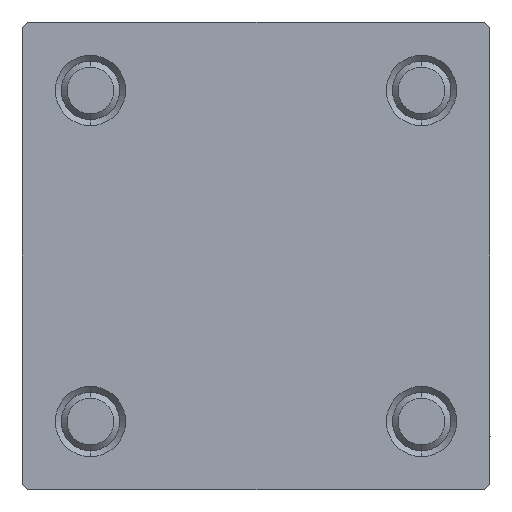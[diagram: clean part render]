
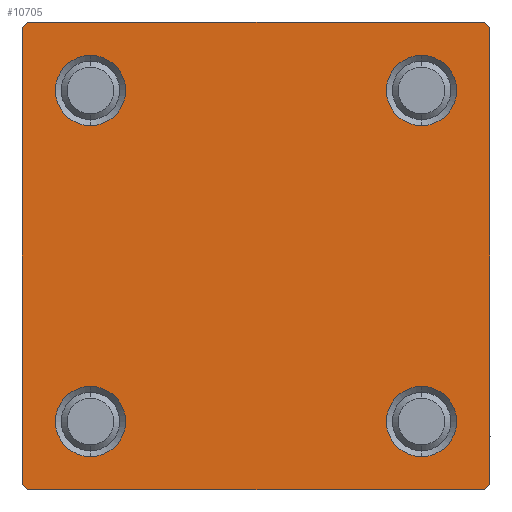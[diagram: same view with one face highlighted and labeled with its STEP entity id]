
A CAD part, left-side view. The second image highlights one B-rep face of the part: STEP entity #10705.
In plain terms, the highlighted planar face has unit normal (-1, 0, 0).
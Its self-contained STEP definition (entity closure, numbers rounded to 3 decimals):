
#133 = FACE_OUTER_BOUND ( 'NONE', #26536, .T. ) ;
#299 = EDGE_CURVE ( 'NONE', #12090, #35305, #7969, .T. ) ;
#344 = EDGE_CURVE ( 'NONE', #12358, #24222, #43577, .T. ) ;
#622 = CARTESIAN_POINT ( 'NONE',  ( 0., 19.75, 19.75 ) ) ;
#631 = LINE ( 'NONE', #7973, #45457 ) ;
#803 = CARTESIAN_POINT ( 'NONE',  ( 0., 14.15, -17.15 ) ) ;
#1072 = VECTOR ( 'NONE', #17486, 1000. ) ;
#1645 = CARTESIAN_POINT ( 'NONE',  ( 0., 19.5, -20. ) ) ;
#1731 = DIRECTION ( 'NONE',  ( 0., 0., 1. ) ) ;
#2326 = VECTOR ( 'NONE', #14632, 1000. ) ;
#2792 = EDGE_LOOP ( 'NONE', ( #37550, #16919 ) ) ;
#3420 = FACE_BOUND ( 'NONE', #12683, .T. ) ;
#3486 = VERTEX_POINT ( 'NONE', #16289 ) ;
#3786 = ORIENTED_EDGE ( 'NONE', *, *, #38055, .T. ) ;
#4098 = LINE ( 'NONE', #41489, #16169 ) ;
#4169 = DIRECTION ( 'NONE',  ( -1., 0., 0. ) ) ;
#4609 = CARTESIAN_POINT ( 'NONE',  ( 0., 19.5, 20. ) ) ;
#4805 = DIRECTION ( 'NONE',  ( 0., 0., 1. ) ) ;
#4808 = CIRCLE ( 'NONE', #37872, 3. ) ;
#5461 = CARTESIAN_POINT ( 'NONE',  ( 0., 14.15, 14.15 ) ) ;
#6403 = AXIS2_PLACEMENT_3D ( 'NONE', #36817, #44395, #1731 ) ;
#6423 = DIRECTION ( 'NONE',  ( 1., 0., 0. ) ) ;
#6772 = CIRCLE ( 'NONE', #47888, 3. ) ;
#6808 = ORIENTED_EDGE ( 'NONE', *, *, #31167, .T. ) ;
#6998 = ORIENTED_EDGE ( 'NONE', *, *, #37921, .T. ) ;
#7146 = EDGE_CURVE ( 'NONE', #35395, #26966, #4808, .T. ) ;
#7208 = LINE ( 'NONE', #622, #9762 ) ;
#7283 = LINE ( 'NONE', #31003, #44632 ) ;
#7571 = ORIENTED_EDGE ( 'NONE', *, *, #16047, .T. ) ;
#7969 = CIRCLE ( 'NONE', #13584, 3. ) ;
#7973 = CARTESIAN_POINT ( 'NONE',  ( 0., -19.75, 19.75 ) ) ;
#8366 = CARTESIAN_POINT ( 'NONE',  ( 0., -14.15, -17.15 ) ) ;
#8513 = ORIENTED_EDGE ( 'NONE', *, *, #10641, .T. ) ;
#8569 = CARTESIAN_POINT ( 'NONE',  ( 0., -19.5, 20. ) ) ;
#8996 = CARTESIAN_POINT ( 'NONE',  ( 0., -20., 20. ) ) ;
#9762 = VECTOR ( 'NONE', #45586, 1000. ) ;
#9908 = CARTESIAN_POINT ( 'NONE',  ( 0., 19.75, -19.75 ) ) ;
#9958 = EDGE_CURVE ( 'NONE', #39496, #24222, #4098, .T. ) ;
#10503 = VERTEX_POINT ( 'NONE', #8569 ) ;
#10641 = EDGE_CURVE ( 'NONE', #38263, #3486, #7208, .T. ) ;
#10705 = ADVANCED_FACE ( 'NONE', ( #26647, #15785, #15539, #3420, #133 ), #30931, .T. ) ;
#11508 = DIRECTION ( 'NONE',  ( 0., 0., 1. ) ) ;
#11647 = CARTESIAN_POINT ( 'NONE',  ( 0., 14.15, -11.15 ) ) ;
#12090 = VERTEX_POINT ( 'NONE', #38507 ) ;
#12288 = AXIS2_PLACEMENT_3D ( 'NONE', #25607, #6423, #34166 ) ;
#12358 = VERTEX_POINT ( 'NONE', #36940 ) ;
#12388 = DIRECTION ( 'NONE',  ( 1., 0., 0. ) ) ;
#12408 = AXIS2_PLACEMENT_3D ( 'NONE', #48019, #47765, #28823 ) ;
#12515 = CARTESIAN_POINT ( 'NONE',  ( 0., -14.15, 17.15 ) ) ;
#12535 = DIRECTION ( 'NONE',  ( 0., 0., 1. ) ) ;
#12613 = CARTESIAN_POINT ( 'NONE',  ( 0., -14.15, -11.15 ) ) ;
#12683 = EDGE_LOOP ( 'NONE', ( #18714, #42255 ) ) ;
#12776 = CARTESIAN_POINT ( 'NONE',  ( 0., 20., 20. ) ) ;
#13026 = CARTESIAN_POINT ( 'NONE',  ( 0., 20., -19.5 ) ) ;
#13584 = AXIS2_PLACEMENT_3D ( 'NONE', #5461, #16572, #12535 ) ;
#13907 = ORIENTED_EDGE ( 'NONE', *, *, #37548, .T. ) ;
#14632 = DIRECTION ( 'NONE',  ( 0., -1., 0. ) ) ;
#15465 = VERTEX_POINT ( 'NONE', #1645 ) ;
#15539 = FACE_BOUND ( 'NONE', #36868, .T. ) ;
#15785 = FACE_BOUND ( 'NONE', #21411, .T. ) ;
#16047 = EDGE_CURVE ( 'NONE', #41236, #15465, #33120, .T. ) ;
#16116 = VECTOR ( 'NONE', #20855, 1000. ) ;
#16169 = VECTOR ( 'NONE', #46010, 1000. ) ;
#16286 = DIRECTION ( 'NONE',  ( 1., 0., 0. ) ) ;
#16289 = CARTESIAN_POINT ( 'NONE',  ( 0., 20., 19.5 ) ) ;
#16476 = ORIENTED_EDGE ( 'NONE', *, *, #344, .F. ) ;
#16572 = DIRECTION ( 'NONE',  ( 1., 0., 0. ) ) ;
#16847 = CIRCLE ( 'NONE', #6403, 3. ) ;
#16919 = ORIENTED_EDGE ( 'NONE', *, *, #25462, .T. ) ;
#17287 = VERTEX_POINT ( 'NONE', #24311 ) ;
#17486 = DIRECTION ( 'NONE',  ( 0., -0.707, -0.707 ) ) ;
#17524 = EDGE_CURVE ( 'NONE', #35305, #12090, #6772, .T. ) ;
#18651 = AXIS2_PLACEMENT_3D ( 'NONE', #25486, #24293, #35643 ) ;
#18714 = ORIENTED_EDGE ( 'NONE', *, *, #17524, .T. ) ;
#18957 = ORIENTED_EDGE ( 'NONE', *, *, #7146, .T. ) ;
#19579 = DIRECTION ( 'NONE',  ( 0., 0., 1. ) ) ;
#20235 = VERTEX_POINT ( 'NONE', #12515 ) ;
#20855 = DIRECTION ( 'NONE',  ( 0., 0., -1. ) ) ;
#21411 = EDGE_LOOP ( 'NONE', ( #3786, #6808 ) ) ;
#21951 = LINE ( 'NONE', #41881, #2326 ) ;
#22126 = CIRCLE ( 'NONE', #12408, 3. ) ;
#22328 = EDGE_CURVE ( 'NONE', #20235, #17287, #22126, .T. ) ;
#22686 = DIRECTION ( 'NONE',  ( 0., -1., 0. ) ) ;
#23750 = EDGE_CURVE ( 'NONE', #38263, #10503, #21951, .T. ) ;
#24222 = VERTEX_POINT ( 'NONE', #32692 ) ;
#24293 = DIRECTION ( 'NONE',  ( 1., 0., 0. ) ) ;
#24311 = CARTESIAN_POINT ( 'NONE',  ( 0., -14.15, 11.15 ) ) ;
#24390 = DIRECTION ( 'NONE',  ( 0., 0., -1. ) ) ;
#24545 = ORIENTED_EDGE ( 'NONE', *, *, #23750, .F. ) ;
#24754 = CARTESIAN_POINT ( 'NONE',  ( 0., 14.15, 14.15 ) ) ;
#25462 = EDGE_CURVE ( 'NONE', #17287, #20235, #16847, .T. ) ;
#25471 = ORIENTED_EDGE ( 'NONE', *, *, #9958, .T. ) ;
#25486 = CARTESIAN_POINT ( 'NONE',  ( 0., -14.15, -14.15 ) ) ;
#25607 = CARTESIAN_POINT ( 'NONE',  ( 0., -14.15, -14.15 ) ) ;
#26110 = CIRCLE ( 'NONE', #39005, 3. ) ;
#26536 = EDGE_LOOP ( 'NONE', ( #42424, #7571, #13907, #25471, #16476, #6998, #24545, #8513 ) ) ;
#26647 = FACE_BOUND ( 'NONE', #2792, .T. ) ;
#26966 = VERTEX_POINT ( 'NONE', #11647 ) ;
#27397 = CARTESIAN_POINT ( 'NONE',  ( 0., 14.15, -14.15 ) ) ;
#27810 = CARTESIAN_POINT ( 'NONE',  ( 0., 14.15, 17.15 ) ) ;
#28353 = EDGE_CURVE ( 'NONE', #3486, #41236, #31958, .T. ) ;
#28433 = CIRCLE ( 'NONE', #12288, 3. ) ;
#28823 = DIRECTION ( 'NONE',  ( 0., 0., 1. ) ) ;
#30526 = VECTOR ( 'NONE', #24390, 1000. ) ;
#30683 = CARTESIAN_POINT ( 'NONE',  ( 0., 0., 0. ) ) ;
#30733 = AXIS2_PLACEMENT_3D ( 'NONE', #30683, #4169, #11508 ) ;
#30931 = PLANE ( 'NONE',  #30733 ) ;
#31003 = CARTESIAN_POINT ( 'NONE',  ( 0., 20., -20. ) ) ;
#31167 = EDGE_CURVE ( 'NONE', #49811, #35826, #33170, .T. ) ;
#31958 = LINE ( 'NONE', #12776, #16116 ) ;
#32692 = CARTESIAN_POINT ( 'NONE',  ( 0., -20., -19.5 ) ) ;
#33120 = LINE ( 'NONE', #9908, #1072 ) ;
#33170 = CIRCLE ( 'NONE', #18651, 3. ) ;
#33620 = DIRECTION ( 'NONE',  ( 0., 0., 1. ) ) ;
#34166 = DIRECTION ( 'NONE',  ( 0., 0., 1. ) ) ;
#35305 = VERTEX_POINT ( 'NONE', #27810 ) ;
#35395 = VERTEX_POINT ( 'NONE', #803 ) ;
#35643 = DIRECTION ( 'NONE',  ( 0., 0., 1. ) ) ;
#35826 = VERTEX_POINT ( 'NONE', #12613 ) ;
#36817 = CARTESIAN_POINT ( 'NONE',  ( 0., -14.15, 14.15 ) ) ;
#36868 = EDGE_LOOP ( 'NONE', ( #42920, #18957 ) ) ;
#36940 = CARTESIAN_POINT ( 'NONE',  ( 0., -20., 19.5 ) ) ;
#37548 = EDGE_CURVE ( 'NONE', #15465, #39496, #7283, .T. ) ;
#37550 = ORIENTED_EDGE ( 'NONE', *, *, #22328, .T. ) ;
#37872 = AXIS2_PLACEMENT_3D ( 'NONE', #45235, #41952, #33620 ) ;
#37885 = EDGE_CURVE ( 'NONE', #26966, #35395, #26110, .T. ) ;
#37921 = EDGE_CURVE ( 'NONE', #12358, #10503, #631, .T. ) ;
#38055 = EDGE_CURVE ( 'NONE', #35826, #49811, #28433, .T. ) ;
#38263 = VERTEX_POINT ( 'NONE', #4609 ) ;
#38507 = CARTESIAN_POINT ( 'NONE',  ( 0., 14.15, 11.15 ) ) ;
#39005 = AXIS2_PLACEMENT_3D ( 'NONE', #27397, #16286, #19579 ) ;
#39496 = VERTEX_POINT ( 'NONE', #43494 ) ;
#41236 = VERTEX_POINT ( 'NONE', #13026 ) ;
#41489 = CARTESIAN_POINT ( 'NONE',  ( 0., -19.75, -19.75 ) ) ;
#41881 = CARTESIAN_POINT ( 'NONE',  ( 0., 20., 20. ) ) ;
#41952 = DIRECTION ( 'NONE',  ( 1., 0., 0. ) ) ;
#42255 = ORIENTED_EDGE ( 'NONE', *, *, #299, .T. ) ;
#42424 = ORIENTED_EDGE ( 'NONE', *, *, #28353, .T. ) ;
#42920 = ORIENTED_EDGE ( 'NONE', *, *, #37885, .T. ) ;
#43494 = CARTESIAN_POINT ( 'NONE',  ( 0., -19.5, -20. ) ) ;
#43577 = LINE ( 'NONE', #8996, #30526 ) ;
#44395 = DIRECTION ( 'NONE',  ( 1., 0., 0. ) ) ;
#44632 = VECTOR ( 'NONE', #22686, 1000. ) ;
#45235 = CARTESIAN_POINT ( 'NONE',  ( 0., 14.15, -14.15 ) ) ;
#45457 = VECTOR ( 'NONE', #47076, 1000. ) ;
#45586 = DIRECTION ( 'NONE',  ( 0., 0.707, -0.707 ) ) ;
#46010 = DIRECTION ( 'NONE',  ( 0., -0.707, 0.707 ) ) ;
#47076 = DIRECTION ( 'NONE',  ( 0., 0.707, 0.707 ) ) ;
#47765 = DIRECTION ( 'NONE',  ( 1., 0., 0. ) ) ;
#47888 = AXIS2_PLACEMENT_3D ( 'NONE', #24754, #12388, #4805 ) ;
#48019 = CARTESIAN_POINT ( 'NONE',  ( 0., -14.15, 14.15 ) ) ;
#49811 = VERTEX_POINT ( 'NONE', #8366 ) ;
